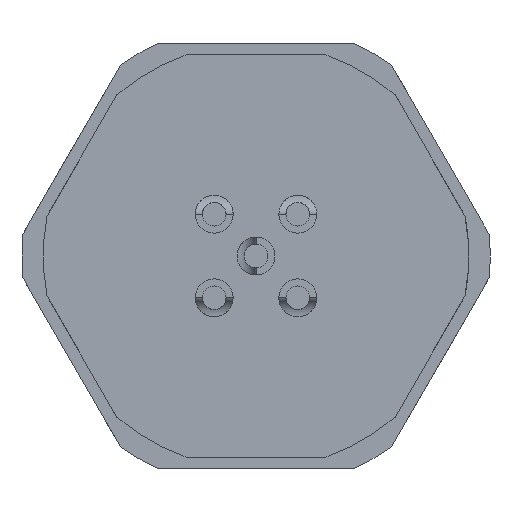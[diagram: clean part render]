
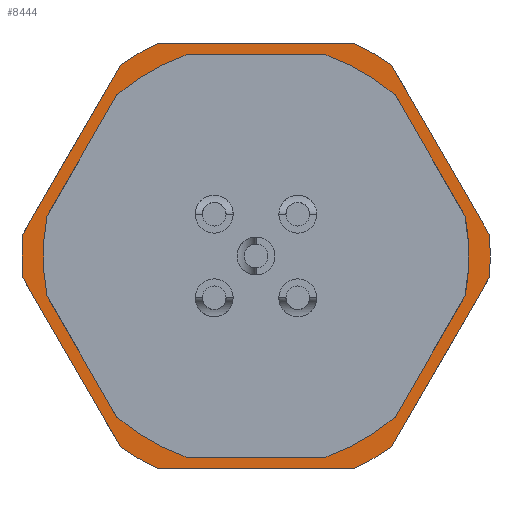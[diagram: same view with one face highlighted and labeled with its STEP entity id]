
A CAD part, front view. The second image highlights one B-rep face of the part: STEP entity #8444.
In plain terms, the highlighted planar face has unit normal (0, -1, 0).
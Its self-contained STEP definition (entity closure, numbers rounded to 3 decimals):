
#36 = LINE ( 'NONE', #12688, #7646 ) ;
#328 = CARTESIAN_POINT ( 'NONE',  ( 0., 3.6, 0. ) ) ;
#542 = VERTEX_POINT ( 'NONE', #12895 ) ;
#651 = DIRECTION ( 'NONE',  ( 0.5, 0., 0.866 ) ) ;
#1797 = CARTESIAN_POINT ( 'NONE',  ( 5.732, 3.6, 8.072 ) ) ;
#2793 = AXIS2_PLACEMENT_3D ( 'NONE', #24643, #8847, #27356 ) ;
#2795 = CIRCLE ( 'NONE', #8176, 9.9 ) ;
#2869 = DIRECTION ( 'NONE',  ( 0., 0., -1. ) ) ;
#2981 = DIRECTION ( 'NONE',  ( 0.5, 0., -0.866 ) ) ;
#3017 = CARTESIAN_POINT ( 'NONE',  ( 5.732, 3.6, 8.072 ) ) ;
#3657 = CIRCLE ( 'NONE', #5541, 9.9 ) ;
#3863 = CARTESIAN_POINT ( 'NONE',  ( 4.124, 3.6, 9. ) ) ;
#4372 = DIRECTION ( 'NONE',  ( -1., 0., 0. ) ) ;
#4469 = CARTESIAN_POINT ( 'NONE',  ( 0., 3.6, 9. ) ) ;
#4643 = CIRCLE ( 'NONE', #2793, 9.9 ) ;
#4709 = EDGE_CURVE ( 'NONE', #14727, #10064, #10252, .T. ) ;
#5541 = AXIS2_PLACEMENT_3D ( 'NONE', #328, #18471, #2869 ) ;
#5976 = VERTEX_POINT ( 'NONE', #18844 ) ;
#6065 = CARTESIAN_POINT ( 'NONE',  ( -5.732, 3.6, 8.072 ) ) ;
#6827 = CARTESIAN_POINT ( 'NONE',  ( 9.856, 3.6, -0.928 ) ) ;
#6976 = VERTEX_POINT ( 'NONE', #6827 ) ;
#7060 = DIRECTION ( 'NONE',  ( 1., 0., 0. ) ) ;
#7306 = VERTEX_POINT ( 'NONE', #30627 ) ;
#7377 = VERTEX_POINT ( 'NONE', #25675 ) ;
#7646 = VECTOR ( 'NONE', #651, 1000. ) ;
#7915 = VERTEX_POINT ( 'NONE', #6065 ) ;
#8176 = AXIS2_PLACEMENT_3D ( 'NONE', #30933, #15038, #33555 ) ;
#8232 = CARTESIAN_POINT ( 'NONE',  ( -14.4, 3.6, -7.2 ) ) ;
#8433 = VERTEX_POINT ( 'NONE', #25649 ) ;
#8444 = ADVANCED_FACE ( 'NONE', ( #17775, #17832 ), #30087, .F. ) ;
#8847 = DIRECTION ( 'NONE',  ( 0., 1., 0. ) ) ;
#8997 = VERTEX_POINT ( 'NONE', #18271 ) ;
#9276 = EDGE_CURVE ( 'NONE', #542, #7377, #19401, .T. ) ;
#9383 = ORIENTED_EDGE ( 'NONE', *, *, #23215, .F. ) ;
#9513 = ORIENTED_EDGE ( 'NONE', *, *, #16087, .F. ) ;
#9722 = ORIENTED_EDGE ( 'NONE', *, *, #22717, .F. ) ;
#9813 = ORIENTED_EDGE ( 'NONE', *, *, #9276, .F. ) ;
#10064 = VERTEX_POINT ( 'NONE', #32122 ) ;
#10084 = VERTEX_POINT ( 'NONE', #33052 ) ;
#10217 = ORIENTED_EDGE ( 'NONE', *, *, #12373, .F. ) ;
#10252 = LINE ( 'NONE', #3017, #10494 ) ;
#10275 = ORIENTED_EDGE ( 'NONE', *, *, #21326, .F. ) ;
#10494 = VECTOR ( 'NONE', #2981, 1000. ) ;
#10524 = ORIENTED_EDGE ( 'NONE', *, *, #29423, .F. ) ;
#10590 = ORIENTED_EDGE ( 'NONE', *, *, #29417, .F. ) ;
#10739 = CARTESIAN_POINT ( 'NONE',  ( -14.4, 3.6, 7.2 ) ) ;
#10883 = ORIENTED_EDGE ( 'NONE', *, *, #23805, .F. ) ;
#10974 = ORIENTED_EDGE ( 'NONE', *, *, #4709, .F. ) ;
#11000 = CARTESIAN_POINT ( 'NONE',  ( 0., 3.6, 7.2 ) ) ;
#11143 = CARTESIAN_POINT ( 'NONE',  ( -4.124, 3.6, 9. ) ) ;
#11419 = ORIENTED_EDGE ( 'NONE', *, *, #31655, .F. ) ;
#11550 = ORIENTED_EDGE ( 'NONE', *, *, #32857, .F. ) ;
#11784 = DIRECTION ( 'NONE',  ( 0., 0., -1. ) ) ;
#11803 = ORIENTED_EDGE ( 'NONE', *, *, #21627, .F. ) ;
#11824 = DIRECTION ( 'NONE',  ( 0., 1., 0. ) ) ;
#11901 = CARTESIAN_POINT ( 'NONE',  ( 0., 3.6, 0. ) ) ;
#11969 = ORIENTED_EDGE ( 'NONE', *, *, #19476, .F. ) ;
#12373 = EDGE_CURVE ( 'NONE', #7377, #5976, #23887, .T. ) ;
#12688 = CARTESIAN_POINT ( 'NONE',  ( -9.856, 3.6, 0.928 ) ) ;
#12712 = VERTEX_POINT ( 'NONE', #11000 ) ;
#12895 = CARTESIAN_POINT ( 'NONE',  ( -5.732, 3.6, -8.072 ) ) ;
#13064 = CARTESIAN_POINT ( 'NONE',  ( 0., 3.6, 0. ) ) ;
#14727 = VERTEX_POINT ( 'NONE', #1797 ) ;
#14751 = CARTESIAN_POINT ( 'NONE',  ( 0., 3.6, 7.2 ) ) ;
#14921 = DIRECTION ( 'NONE',  ( 0., 1., 0. ) ) ;
#15038 = DIRECTION ( 'NONE',  ( 0., 1., 0. ) ) ;
#15677 = CIRCLE ( 'NONE', #27870, 9.9 ) ;
#15705 = DIRECTION ( 'NONE',  ( 0., 0., -1. ) ) ;
#15802 = LINE ( 'NONE', #4469, #15830 ) ;
#15830 = VECTOR ( 'NONE', #7060, 1000. ) ;
#16087 = EDGE_CURVE ( 'NONE', #8433, #10084, #28477, .T. ) ;
#16095 = AXIS2_PLACEMENT_3D ( 'NONE', #21652, #32711, #31849 ) ;
#17004 = EDGE_LOOP ( 'NONE', ( #11550, #11419, #10974, #10883, #10590, #10524, #10275, #10217, #9813, #9722, #9513, #9383 ) ) ;
#17270 = CARTESIAN_POINT ( 'NONE',  ( 0., 3.6, -7.2 ) ) ;
#17405 = EDGE_LOOP ( 'NONE', ( #11969, #11803 ) ) ;
#17775 = FACE_BOUND ( 'NONE', #17405, .T. ) ;
#17832 = FACE_OUTER_BOUND ( 'NONE', #17004, .T. ) ;
#18271 = CARTESIAN_POINT ( 'NONE',  ( 5.732, 3.6, -8.072 ) ) ;
#18471 = DIRECTION ( 'NONE',  ( 0., 1., 0. ) ) ;
#18844 = CARTESIAN_POINT ( 'NONE',  ( -9.856, 3.6, 0.928 ) ) ;
#18962 =( BOUNDED_CURVE ( )  B_SPLINE_CURVE ( 3, ( #17270, #22613, #30645, #14751 ),
 .UNSPECIFIED., .F., .T. ) 
 B_SPLINE_CURVE_WITH_KNOTS ( ( 4, 4 ),
 ( 0., 1. ),
 .UNSPECIFIED. ) 
 CURVE ( )  GEOMETRIC_REPRESENTATION_ITEM ( )  RATIONAL_B_SPLINE_CURVE ( ( 1., 0.333, 0.333, 1. ) ) 
 REPRESENTATION_ITEM ( '' )  );
#19401 = LINE ( 'NONE', #24454, #19427 ) ;
#19427 = VECTOR ( 'NONE', #24950, 1000. ) ;
#19476 = EDGE_CURVE ( 'NONE', #12712, #7306, #28018, .T. ) ;
#19664 = CIRCLE ( 'NONE', #26025, 9.9 ) ;
#21326 = EDGE_CURVE ( 'NONE', #5976, #7915, #36, .T. ) ;
#21627 = EDGE_CURVE ( 'NONE', #7306, #12712, #18962, .T. ) ;
#21652 = CARTESIAN_POINT ( 'NONE',  ( 0., 3.6, 0. ) ) ;
#21997 = LINE ( 'NONE', #22366, #22088 ) ;
#22088 = VECTOR ( 'NONE', #26456, 1000. ) ;
#22100 = VERTEX_POINT ( 'NONE', #11143 ) ;
#22366 = CARTESIAN_POINT ( 'NONE',  ( 9.856, 3.6, -0.928 ) ) ;
#22613 = CARTESIAN_POINT ( 'NONE',  ( 14.4, 3.6, -7.2 ) ) ;
#22717 = EDGE_CURVE ( 'NONE', #10084, #542, #2795, .T. ) ;
#23215 = EDGE_CURVE ( 'NONE', #8997, #8433, #3657, .T. ) ;
#23805 = EDGE_CURVE ( 'NONE', #25251, #14727, #4643, .T. ) ;
#23887 = CIRCLE ( 'NONE', #30289, 9.9 ) ;
#24454 = CARTESIAN_POINT ( 'NONE',  ( -5.732, 3.6, -8.072 ) ) ;
#24643 = CARTESIAN_POINT ( 'NONE',  ( 0., 3.6, 0. ) ) ;
#24950 = DIRECTION ( 'NONE',  ( -0.5, 0., 0.866 ) ) ;
#25251 = VERTEX_POINT ( 'NONE', #3863 ) ;
#25649 = CARTESIAN_POINT ( 'NONE',  ( 4.124, 3.6, -9. ) ) ;
#25675 = CARTESIAN_POINT ( 'NONE',  ( -9.856, 3.6, -0.928 ) ) ;
#26025 = AXIS2_PLACEMENT_3D ( 'NONE', #13064, #31597, #15705 ) ;
#26456 = DIRECTION ( 'NONE',  ( -0.5, 0., -0.866 ) ) ;
#26724 = CARTESIAN_POINT ( 'NONE',  ( 0., 3.6, -7.2 ) ) ;
#27356 = DIRECTION ( 'NONE',  ( 0., 0., -1. ) ) ;
#27870 = AXIS2_PLACEMENT_3D ( 'NONE', #30825, #14921, #33444 ) ;
#28018 =( BOUNDED_CURVE ( )  B_SPLINE_CURVE ( 3, ( #29289, #10739, #8232, #26724 ),
 .UNSPECIFIED., .F., .F. ) 
 B_SPLINE_CURVE_WITH_KNOTS ( ( 4, 4 ),
 ( 0., 1. ),
 .UNSPECIFIED. ) 
 CURVE ( )  GEOMETRIC_REPRESENTATION_ITEM ( )  RATIONAL_B_SPLINE_CURVE ( ( 1., 0.333, 0.333, 1. ) ) 
 REPRESENTATION_ITEM ( '' )  );
#28477 = LINE ( 'NONE', #33236, #28541 ) ;
#28541 = VECTOR ( 'NONE', #4372, 1000. ) ;
#29289 = CARTESIAN_POINT ( 'NONE',  ( 0., 3.6, 7.2 ) ) ;
#29417 = EDGE_CURVE ( 'NONE', #22100, #25251, #15802, .T. ) ;
#29423 = EDGE_CURVE ( 'NONE', #7915, #22100, #15677, .T. ) ;
#30087 = PLANE ( 'NONE',  #16095 ) ;
#30289 = AXIS2_PLACEMENT_3D ( 'NONE', #11901, #11824, #11784 ) ;
#30627 = CARTESIAN_POINT ( 'NONE',  ( 0., 3.6, -7.2 ) ) ;
#30645 = CARTESIAN_POINT ( 'NONE',  ( 14.4, 3.6, 7.2 ) ) ;
#30825 = CARTESIAN_POINT ( 'NONE',  ( 0., 3.6, 0. ) ) ;
#30933 = CARTESIAN_POINT ( 'NONE',  ( 0., 3.6, 0. ) ) ;
#31597 = DIRECTION ( 'NONE',  ( 0., 1., 0. ) ) ;
#31655 = EDGE_CURVE ( 'NONE', #10064, #6976, #19664, .T. ) ;
#31849 = DIRECTION ( 'NONE',  ( 0., 0., 1. ) ) ;
#32122 = CARTESIAN_POINT ( 'NONE',  ( 9.856, 3.6, 0.928 ) ) ;
#32711 = DIRECTION ( 'NONE',  ( 0., 1., 0. ) ) ;
#32857 = EDGE_CURVE ( 'NONE', #6976, #8997, #21997, .T. ) ;
#33052 = CARTESIAN_POINT ( 'NONE',  ( -4.124, 3.6, -9. ) ) ;
#33236 = CARTESIAN_POINT ( 'NONE',  ( 0., 3.6, -9. ) ) ;
#33444 = DIRECTION ( 'NONE',  ( 0., 0., -1. ) ) ;
#33555 = DIRECTION ( 'NONE',  ( 0., 0., -1. ) ) ;
